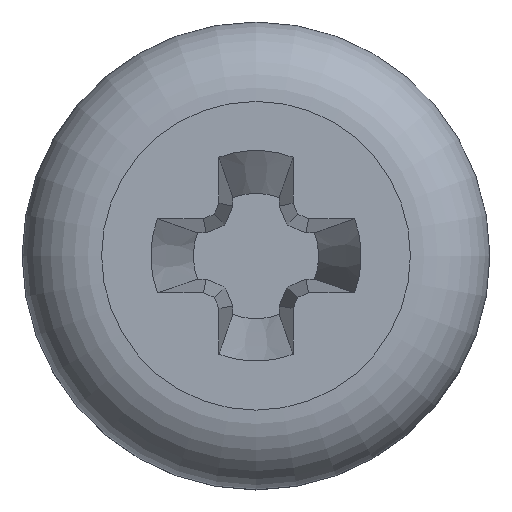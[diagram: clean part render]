
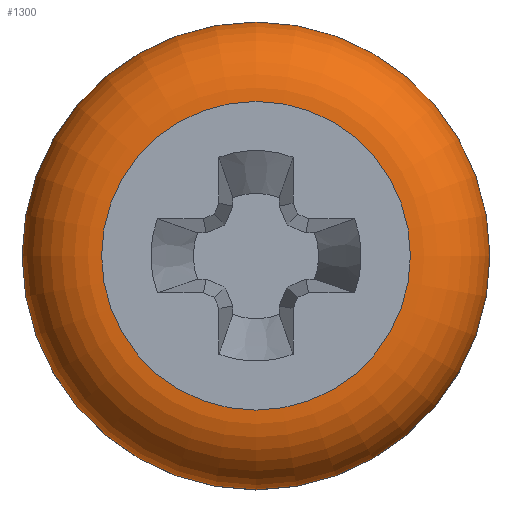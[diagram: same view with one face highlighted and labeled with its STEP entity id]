
A CAD part, top view. The second image highlights one B-rep face of the part: STEP entity #1300.
In plain terms, the highlighted toroidal (fillet/blend) face has major radius 1.32 mm and minor radius 0.68 mm.
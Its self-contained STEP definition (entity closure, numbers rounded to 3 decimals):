
#39=TOROIDAL_SURFACE('',#1399,1.32,0.68);
#140=FACE_OUTER_BOUND('',#210,.T.);
#210=EDGE_LOOP('',(#987,#988,#989,#990,#991,#992,#993));
#249=CIRCLE('',#1400,2.);
#250=CIRCLE('',#1401,2.);
#251=CIRCLE('',#1402,0.68);
#252=CIRCLE('',#1403,1.32);
#253=CIRCLE('',#1404,1.32);
#254=CIRCLE('',#1405,2.);
#567=VERTEX_POINT('',#5438);
#568=VERTEX_POINT('',#5439);
#569=VERTEX_POINT('',#5441);
#570=VERTEX_POINT('',#5443);
#571=VERTEX_POINT('',#5445);
#744=EDGE_CURVE('',#567,#568,#249,.T.);
#745=EDGE_CURVE('',#569,#567,#250,.T.);
#746=EDGE_CURVE('',#569,#570,#251,.T.);
#747=EDGE_CURVE('',#570,#571,#252,.T.);
#748=EDGE_CURVE('',#571,#570,#253,.T.);
#749=EDGE_CURVE('',#568,#569,#254,.T.);
#987=ORIENTED_EDGE('',*,*,#744,.F.);
#988=ORIENTED_EDGE('',*,*,#745,.F.);
#989=ORIENTED_EDGE('',*,*,#746,.T.);
#990=ORIENTED_EDGE('',*,*,#747,.T.);
#991=ORIENTED_EDGE('',*,*,#748,.T.);
#992=ORIENTED_EDGE('',*,*,#746,.F.);
#993=ORIENTED_EDGE('',*,*,#749,.F.);
#1300=ADVANCED_FACE('',(#140),#39,.T.);
#1399=AXIS2_PLACEMENT_3D('',#5437,#1583,#1584);
#1400=AXIS2_PLACEMENT_3D('',#5440,#1585,#1586);
#1401=AXIS2_PLACEMENT_3D('',#5442,#1587,#1588);
#1402=AXIS2_PLACEMENT_3D('',#5444,#1589,#1590);
#1403=AXIS2_PLACEMENT_3D('',#5446,#1591,#1592);
#1404=AXIS2_PLACEMENT_3D('',#5447,#1593,#1594);
#1405=AXIS2_PLACEMENT_3D('',#5448,#1595,#1596);
#1583=DIRECTION('center_axis',(0.,0.,-1.));
#1584=DIRECTION('ref_axis',(0.,1.,0.));
#1585=DIRECTION('center_axis',(0.,0.,-1.));
#1586=DIRECTION('ref_axis',(0.,1.,0.));
#1587=DIRECTION('center_axis',(0.,0.,-1.));
#1588=DIRECTION('ref_axis',(0.,1.,0.));
#1589=DIRECTION('center_axis',(-1.,0.,0.));
#1590=DIRECTION('ref_axis',(0.,-1.,0.));
#1591=DIRECTION('center_axis',(0.,0.,-1.));
#1592=DIRECTION('ref_axis',(0.,1.,0.));
#1593=DIRECTION('center_axis',(0.,0.,-1.));
#1594=DIRECTION('ref_axis',(0.,1.,0.));
#1595=DIRECTION('center_axis',(0.,0.,-1.));
#1596=DIRECTION('ref_axis',(0.,1.,0.));
#5437=CARTESIAN_POINT('Origin',(0.,0.,0.92));
#5438=CARTESIAN_POINT('',(-2.,0.,0.92));
#5439=CARTESIAN_POINT('',(2.,0.,0.92));
#5440=CARTESIAN_POINT('Origin',(0.,0.,0.92));
#5441=CARTESIAN_POINT('',(0.,-2.,0.92));
#5442=CARTESIAN_POINT('Origin',(0.,0.,0.92));
#5443=CARTESIAN_POINT('',(0.,-1.32,1.6));
#5444=CARTESIAN_POINT('Origin',(0.,-1.32,0.92));
#5445=CARTESIAN_POINT('',(0.,1.32,1.6));
#5446=CARTESIAN_POINT('Origin',(0.,0.,1.6));
#5447=CARTESIAN_POINT('Origin',(0.,0.,1.6));
#5448=CARTESIAN_POINT('Origin',(0.,0.,0.92));
